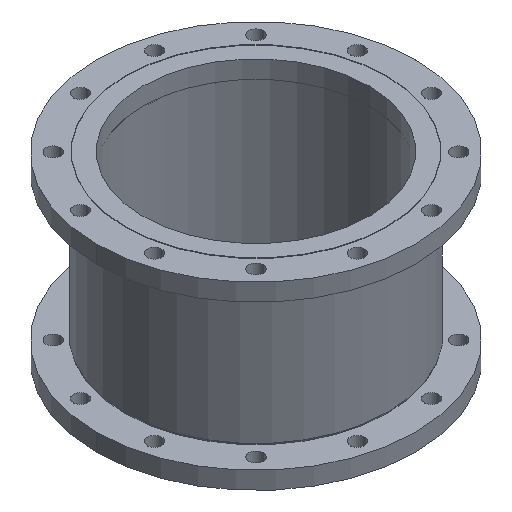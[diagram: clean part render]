
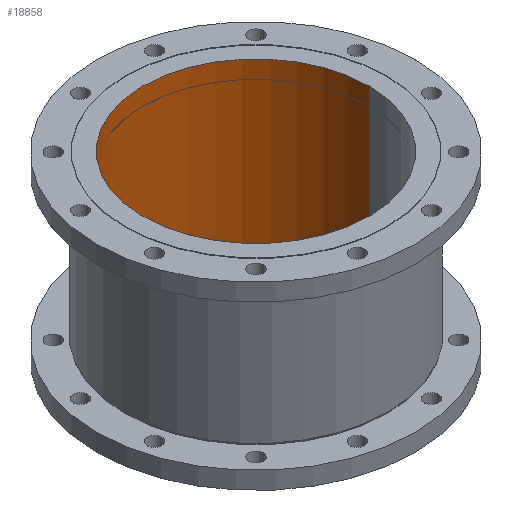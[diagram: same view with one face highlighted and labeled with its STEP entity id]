
A CAD part, isometric view. The second image highlights one B-rep face of the part: STEP entity #18858.
In plain terms, the highlighted cylindrical face has radius 155.7 mm (diameter 311.4 mm), a partial arc.
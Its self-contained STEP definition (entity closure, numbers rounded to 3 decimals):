
#415 = EDGE_CURVE ( 'NONE', #10558, #1198, #19233, .T. ) ;
#836 = CARTESIAN_POINT ( 'NONE',  ( -155.7, 0., -250. ) ) ;
#955 = AXIS2_PLACEMENT_3D ( 'NONE', #1782, #27097, #11251 ) ;
#1198 = VERTEX_POINT ( 'NONE', #13075 ) ;
#1531 = EDGE_CURVE ( 'NONE', #26890, #1198, #5695, .T. ) ;
#1782 = CARTESIAN_POINT ( 'NONE',  ( 0., 0., 0. ) ) ;
#2507 = EDGE_CURVE ( 'NONE', #22956, #10558, #14385, .T. ) ;
#3303 = EDGE_LOOP ( 'NONE', ( #7416, #19193, #28598, #29402 ) ) ;
#3836 = CARTESIAN_POINT ( 'NONE',  ( 0., 0., -250. ) ) ;
#4640 = FACE_OUTER_BOUND ( 'NONE', #3303, .T. ) ;
#5247 = AXIS2_PLACEMENT_3D ( 'NONE', #3836, #12858, #19685 ) ;
#5695 = LINE ( 'NONE', #12465, #20454 ) ;
#7173 = DIRECTION ( 'NONE',  ( 0., 0., 1. ) ) ;
#7416 = ORIENTED_EDGE ( 'NONE', *, *, #1531, .F. ) ;
#8880 = CARTESIAN_POINT ( 'NONE',  ( 155.7, 0., -250. ) ) ;
#9732 = CARTESIAN_POINT ( 'NONE',  ( 155.7, 0., 10.973 ) ) ;
#10558 = VERTEX_POINT ( 'NONE', #27660 ) ;
#11028 = AXIS2_PLACEMENT_3D ( 'NONE', #13809, #20485, #18654 ) ;
#11251 = DIRECTION ( 'NONE',  ( 1., 0., 0. ) ) ;
#12465 = CARTESIAN_POINT ( 'NONE',  ( -155.7, 0., 10.973 ) ) ;
#12858 = DIRECTION ( 'NONE',  ( 0., 0., 1. ) ) ;
#13075 = CARTESIAN_POINT ( 'NONE',  ( -155.7, 0., 0. ) ) ;
#13809 = CARTESIAN_POINT ( 'NONE',  ( 0., 0., 10.973 ) ) ;
#14385 = LINE ( 'NONE', #9732, #22863 ) ;
#16086 = CYLINDRICAL_SURFACE ( 'NONE', #11028, 155.7 ) ;
#17168 = EDGE_CURVE ( 'NONE', #22956, #26890, #25442, .T. ) ;
#18654 = DIRECTION ( 'NONE',  ( 1., 0., 0. ) ) ;
#18858 = ADVANCED_FACE ( 'NONE', ( #4640 ), #16086, .F. ) ;
#19193 = ORIENTED_EDGE ( 'NONE', *, *, #17168, .F. ) ;
#19233 = CIRCLE ( 'NONE', #955, 155.7 ) ;
#19685 = DIRECTION ( 'NONE',  ( 1., 0., 0. ) ) ;
#20454 = VECTOR ( 'NONE', #26779, 1000. ) ;
#20485 = DIRECTION ( 'NONE',  ( 0., 0., 1. ) ) ;
#22863 = VECTOR ( 'NONE', #7173, 1000. ) ;
#22956 = VERTEX_POINT ( 'NONE', #8880 ) ;
#25442 = CIRCLE ( 'NONE', #5247, 155.7 ) ;
#26779 = DIRECTION ( 'NONE',  ( 0., 0., 1. ) ) ;
#26890 = VERTEX_POINT ( 'NONE', #836 ) ;
#27097 = DIRECTION ( 'NONE',  ( 0., 0., 1. ) ) ;
#27660 = CARTESIAN_POINT ( 'NONE',  ( 155.7, 0., 0. ) ) ;
#28598 = ORIENTED_EDGE ( 'NONE', *, *, #2507, .T. ) ;
#29402 = ORIENTED_EDGE ( 'NONE', *, *, #415, .T. ) ;
